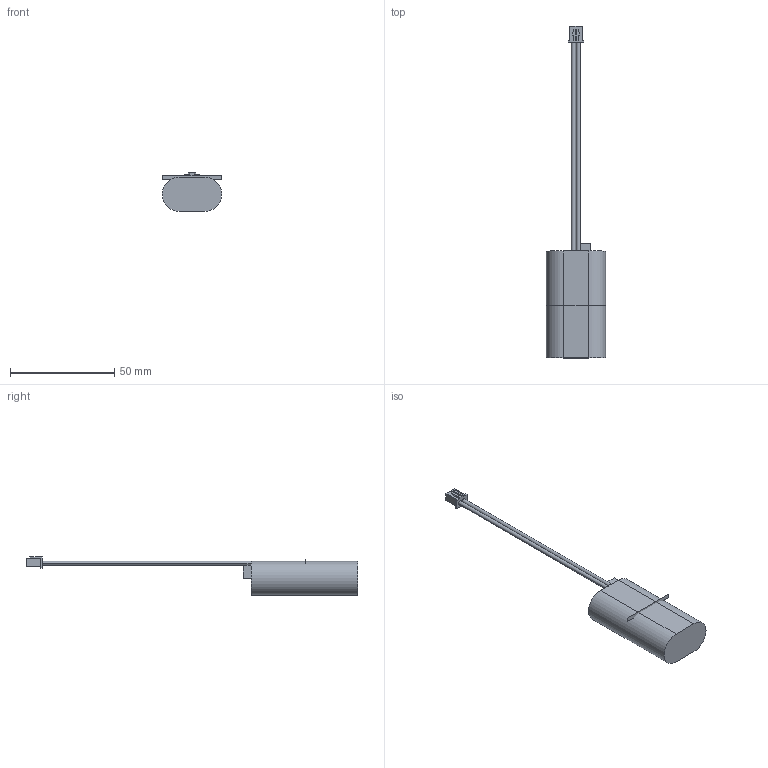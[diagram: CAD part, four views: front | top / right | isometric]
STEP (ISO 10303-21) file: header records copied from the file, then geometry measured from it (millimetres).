
FILE_DESCRIPTION((''),'2;1');
FILE_NAME('14500000','2025-02-19T11:40:58',('qinghui.yi'),(''),'CREO PARAMETRIC BY PTC INC, 2023154','CREO PARAMETRIC BY PTC INC, 2023154','');
FILE_SCHEMA(('CONFIG_CONTROL_DESIGN'));
Length unit declared in the file: millimetre
Products named in the file (1): 14500000
Bounding box: 28.4 x 158.9 x 18.5 mm (x, y, z)
Volume: 21600.7 mm3; surface area: 6321.2 mm2
Topology: 1 solids, 3 shells, 55 faces, 153 edges, 104 vertices
Faces by surface type: plane 49, cylinder 6
Entity records: 1788 total; most frequent: CARTESIAN_POINT 313, ORIENTED_EDGE 296, DIRECTION 279, EDGE_CURVE 153, VECTOR 139, LINE 139, VERTEX_POINT 104, AXIS2_PLACEMENT_3D 70
